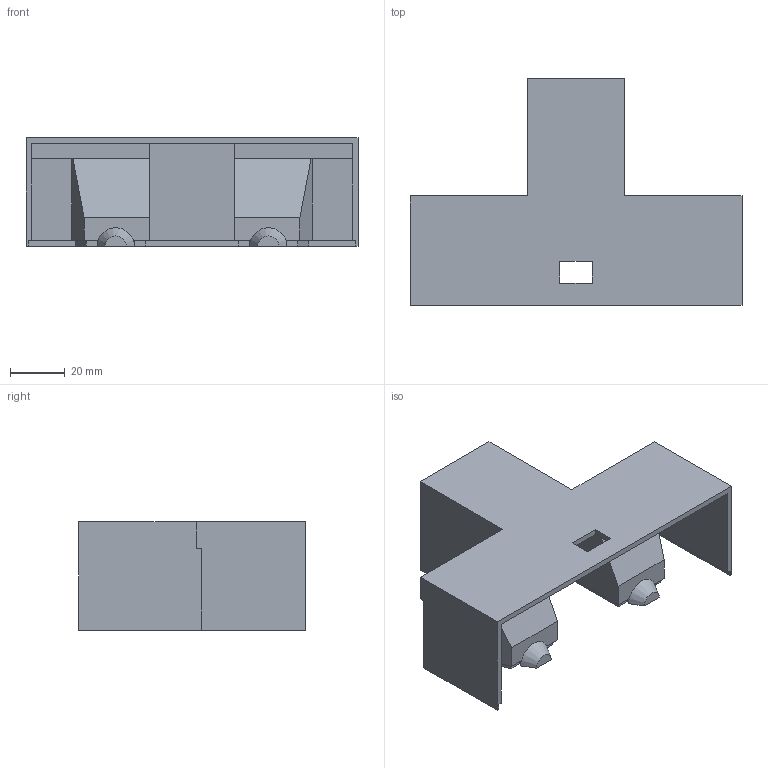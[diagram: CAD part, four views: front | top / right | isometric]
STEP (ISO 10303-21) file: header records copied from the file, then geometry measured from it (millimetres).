
FILE_DESCRIPTION(/* description */ (''),/* implementation_level */ '2;1');
FILE_NAME(/* name */ 'labware base B v9.step',/* time_stamp */ '2024-10-18T10:08:26-04:00',/* author */ (''),/* organization */ (''),/* preprocessor_version */ 'ST-DEVELOPER v20',/* originating_system */ 'Autodesk Translation Framework v13.20.0.188',/* authorisation */ '');
FILE_SCHEMA (('AUTOMOTIVE_DESIGN { 1 0 10303 214 3 1 1 }'));
Length unit declared in the file: millimetre
Products named in the file (1): labware base B
Bounding box: 121.75 x 83 x 39.75 mm (x, y, z)
Volume: 42517.5 mm3; surface area: 41543.1 mm2
Topology: 1 solids, 1 shells, 78 faces, 222 edges, 146 vertices
Faces by surface type: plane 72, cone 4, cylinder 2
Entity records: 2519 total; most frequent: CARTESIAN_POINT 463, ORIENTED_EDGE 444, DIRECTION 384, EDGE_CURVE 222, LINE 202, VECTOR 202, VERTEX_POINT 146, AXIS2_PLACEMENT_3D 91
